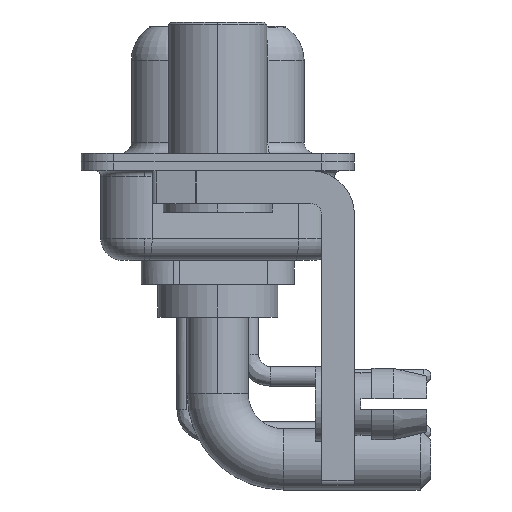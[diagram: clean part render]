
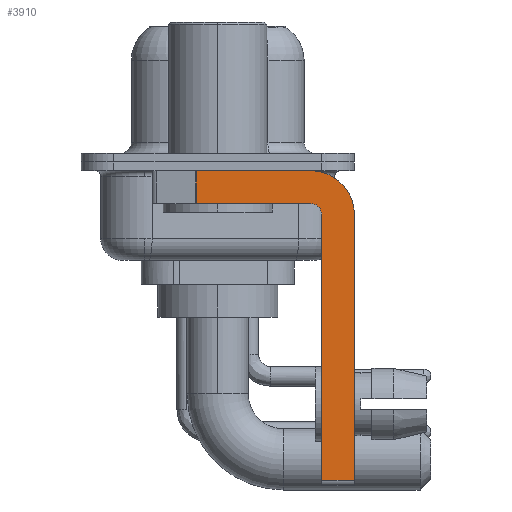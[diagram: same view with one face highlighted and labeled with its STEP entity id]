
A CAD part, left-side view. The second image highlights one B-rep face of the part: STEP entity #3910.
In plain terms, the highlighted planar face has unit normal (-1, 0, 0).
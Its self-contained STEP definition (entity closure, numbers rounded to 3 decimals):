
#49 = DIRECTION ( 'NONE',  ( 0., -1., 0. ) ) ;
#520 = CARTESIAN_POINT ( 'NONE',  ( -2.9, -4.75, -14.55 ) ) ;
#747 = DIRECTION ( 'NONE',  ( 0., 0., 1. ) ) ;
#1660 = CARTESIAN_POINT ( 'NONE',  ( -2.9, -4.25, -1.9 ) ) ;
#1878 = ORIENTED_EDGE ( 'NONE', *, *, #10204, .T. ) ;
#1987 = ORIENTED_EDGE ( 'NONE', *, *, #20314, .F. ) ;
#2012 = CARTESIAN_POINT ( 'NONE',  ( -2.9, -6.25, -2.4 ) ) ;
#2093 = LINE ( 'NONE', #10769, #13779 ) ;
#2458 = VERTEX_POINT ( 'NONE', #520 ) ;
#2641 = VECTOR ( 'NONE', #11004, 1000. ) ;
#2747 = CARTESIAN_POINT ( 'NONE',  ( -2.9, -4.75, -14.8 ) ) ;
#2825 = CIRCLE ( 'NONE', #3809, 2. ) ;
#2890 = PLANE ( 'NONE',  #14109 ) ;
#3418 = EDGE_CURVE ( 'NONE', #19251, #7848, #2093, .T. ) ;
#3809 = AXIS2_PLACEMENT_3D ( 'NONE', #8795, #13327, #19963 ) ;
#3910 = ADVANCED_FACE ( 'NONE', ( #7632 ), #2890, .F. ) ;
#4399 = EDGE_CURVE ( 'NONE', #15412, #10339, #10416, .T. ) ;
#4579 = DIRECTION ( 'NONE',  ( 0., 1., 0. ) ) ;
#4701 = EDGE_CURVE ( 'NONE', #15478, #19251, #7875, .T. ) ;
#4715 = CARTESIAN_POINT ( 'NONE',  ( -2.9, -6.25, -14.55 ) ) ;
#5878 = DIRECTION ( 'NONE',  ( 0., 0., -1. ) ) ;
#6057 = VERTEX_POINT ( 'NONE', #4715 ) ;
#7185 = ORIENTED_EDGE ( 'NONE', *, *, #3418, .F. ) ;
#7632 = FACE_OUTER_BOUND ( 'NONE', #14740, .T. ) ;
#7848 = VERTEX_POINT ( 'NONE', #9552 ) ;
#7875 = CIRCLE ( 'NONE', #18126, 0.5 ) ;
#8704 = CARTESIAN_POINT ( 'NONE',  ( -2.9, -4.25, -2.4 ) ) ;
#8795 = CARTESIAN_POINT ( 'NONE',  ( -2.9, -4.25, -2.4 ) ) ;
#8864 = DIRECTION ( 'NONE',  ( 0., -1., 0. ) ) ;
#8890 = CARTESIAN_POINT ( 'NONE',  ( -2.9, -4.25, -2.4 ) ) ;
#9552 = CARTESIAN_POINT ( 'NONE',  ( -2.9, 0.978, -1.9 ) ) ;
#9737 = ORIENTED_EDGE ( 'NONE', *, *, #13387, .F. ) ;
#9767 = CARTESIAN_POINT ( 'NONE',  ( -2.9, -4.25, -0.4 ) ) ;
#10162 = EDGE_CURVE ( 'NONE', #15412, #7848, #10903, .T. ) ;
#10204 = EDGE_CURVE ( 'NONE', #2458, #6057, #19066, .T. ) ;
#10339 = VERTEX_POINT ( 'NONE', #9767 ) ;
#10416 = LINE ( 'NONE', #16727, #12815 ) ;
#10595 = CARTESIAN_POINT ( 'NONE',  ( -2.9, 0.978, -1.9 ) ) ;
#10635 = DIRECTION ( 'NONE',  ( 1., 0., 0. ) ) ;
#10769 = CARTESIAN_POINT ( 'NONE',  ( -2.9, -4.25, -1.9 ) ) ;
#10903 = LINE ( 'NONE', #10595, #19894 ) ;
#11004 = DIRECTION ( 'NONE',  ( 0., 0., 1. ) ) ;
#11637 = VECTOR ( 'NONE', #49, 1000. ) ;
#11694 = ORIENTED_EDGE ( 'NONE', *, *, #10162, .T. ) ;
#12156 = ORIENTED_EDGE ( 'NONE', *, *, #14533, .F. ) ;
#12815 = VECTOR ( 'NONE', #8864, 1000. ) ;
#13327 = DIRECTION ( 'NONE',  ( 1., 0., 0. ) ) ;
#13387 = EDGE_CURVE ( 'NONE', #10339, #19676, #2825, .T. ) ;
#13407 = CARTESIAN_POINT ( 'NONE',  ( -2.9, -6.25, -2.4 ) ) ;
#13779 = VECTOR ( 'NONE', #4579, 1000. ) ;
#14109 = AXIS2_PLACEMENT_3D ( 'NONE', #8890, #10635, #5878 ) ;
#14533 = EDGE_CURVE ( 'NONE', #19676, #6057, #19278, .T. ) ;
#14740 = EDGE_LOOP ( 'NONE', ( #20297, #11694, #7185, #19472, #1987, #1878, #12156, #9737 ) ) ;
#15412 = VERTEX_POINT ( 'NONE', #16114 ) ;
#15478 = VERTEX_POINT ( 'NONE', #19102 ) ;
#16072 = VECTOR ( 'NONE', #17633, 1000. ) ;
#16114 = CARTESIAN_POINT ( 'NONE',  ( -2.9, 0.978, -0.4 ) ) ;
#16727 = CARTESIAN_POINT ( 'NONE',  ( -2.9, 3., -0.4 ) ) ;
#16905 = DIRECTION ( 'NONE',  ( 0., 0., -1. ) ) ;
#17633 = DIRECTION ( 'NONE',  ( 0., 0., -1. ) ) ;
#18022 = DIRECTION ( 'NONE',  ( -1., 0., 0. ) ) ;
#18126 = AXIS2_PLACEMENT_3D ( 'NONE', #8704, #18022, #747 ) ;
#19066 = LINE ( 'NONE', #19167, #11637 ) ;
#19102 = CARTESIAN_POINT ( 'NONE',  ( -2.9, -4.75, -2.4 ) ) ;
#19167 = CARTESIAN_POINT ( 'NONE',  ( -2.9, -4.25, -14.55 ) ) ;
#19251 = VERTEX_POINT ( 'NONE', #1660 ) ;
#19278 = LINE ( 'NONE', #2012, #16072 ) ;
#19472 = ORIENTED_EDGE ( 'NONE', *, *, #4701, .F. ) ;
#19676 = VERTEX_POINT ( 'NONE', #13407 ) ;
#19894 = VECTOR ( 'NONE', #16905, 1000. ) ;
#19963 = DIRECTION ( 'NONE',  ( 0., 0., -1. ) ) ;
#20220 = LINE ( 'NONE', #2747, #2641 ) ;
#20297 = ORIENTED_EDGE ( 'NONE', *, *, #4399, .F. ) ;
#20314 = EDGE_CURVE ( 'NONE', #2458, #15478, #20220, .T. ) ;
